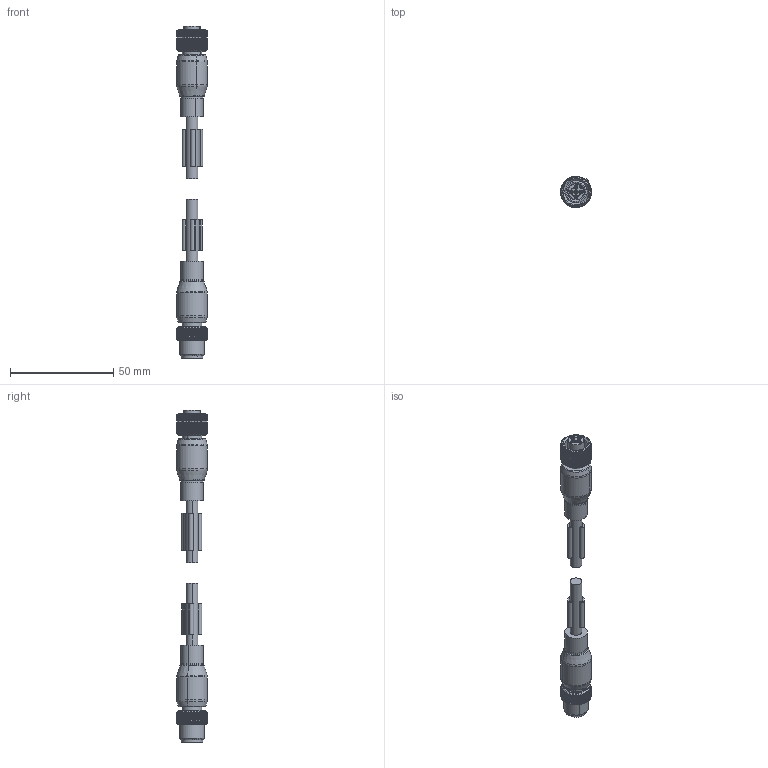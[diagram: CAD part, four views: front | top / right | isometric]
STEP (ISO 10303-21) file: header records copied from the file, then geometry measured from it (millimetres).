
FILE_DESCRIPTION(('CATIA V5 STEP Exchange','CAx-IF Rec.Pracs.--- Model Styling and Organization---1.4--- 2014-01-23'),'2;1');
FILE_NAME ('1483615-2_0', '2022-12-12T09:44:56+00:00', ('none'), ('Weidmueller'), 'CATIA Version 5-6 Release 2016 SP3 HF44', 'CATIA V5 STEP AP214', 'none');
FILE_SCHEMA(('AUTOMOTIVE_DESIGN { 1 0 10303 214 1 1 1 1 }'));
Products named in the file (1): 1058510950
Bounding box: 14.98 x 14.98 x 161 mm (x, y, z)
Volume: 18555.2 mm3; surface area: 15961.1 mm2
Topology: 32 solids, 32 shells, 1873 faces, 4801 edges, 3046 vertices
Faces by surface type: cylinder 715, plane 615, cone 270, torus 207, bspline 50, sphere 12, revolution 4
Entity records: 55371 total; most frequent: CARTESIAN_POINT 14946, ORIENTED_EDGE 9518, DIRECTION 6098, EDGE_CURVE 4759, AXIS2_PLACEMENT_3D 3113, VERTEX_POINT 3046, EDGE_LOOP 2033, CIRCLE 1946
